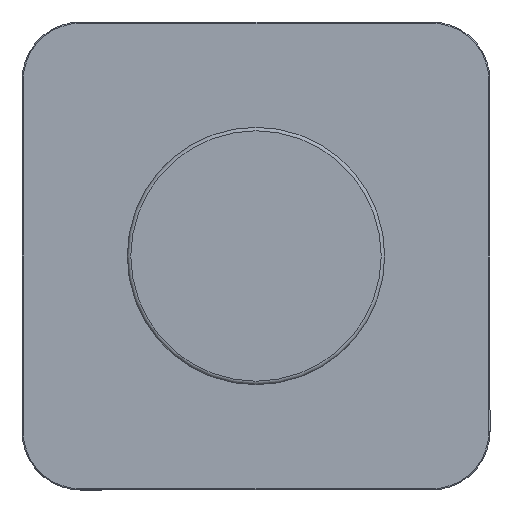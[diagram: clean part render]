
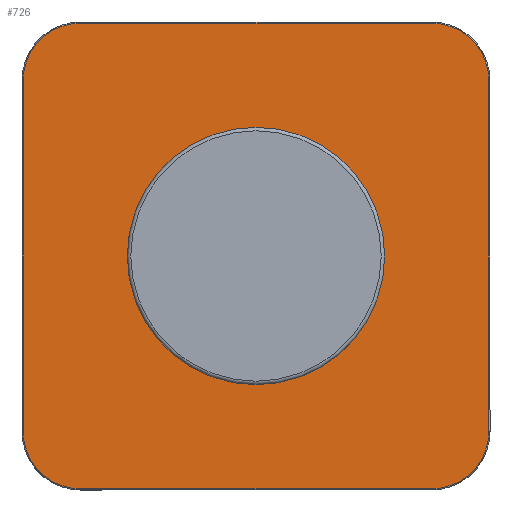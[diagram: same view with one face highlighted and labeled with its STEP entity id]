
A CAD part, front view. The second image highlights one B-rep face of the part: STEP entity #726.
In plain terms, the highlighted planar face has unit normal (0, -1, 0).
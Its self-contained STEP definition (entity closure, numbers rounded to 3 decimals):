
#93=LINE('',#1234,#117);
#94=LINE('',#1238,#118);
#95=LINE('',#1242,#119);
#96=LINE('',#1246,#120);
#117=VECTOR('',#963,1000.);
#118=VECTOR('',#966,1000.);
#119=VECTOR('',#969,1000.);
#120=VECTOR('',#972,1000.);
#141=ORIENTED_EDGE('',*,*,#317,.T.);
#142=ORIENTED_EDGE('',*,*,#318,.T.);
#143=ORIENTED_EDGE('',*,*,#319,.T.);
#144=ORIENTED_EDGE('',*,*,#320,.T.);
#145=ORIENTED_EDGE('',*,*,#321,.T.);
#146=ORIENTED_EDGE('',*,*,#322,.T.);
#147=ORIENTED_EDGE('',*,*,#323,.T.);
#148=ORIENTED_EDGE('',*,*,#324,.T.);
#149=ORIENTED_EDGE('',*,*,#325,.T.);
#317=EDGE_CURVE('',#405,#406,#471,.F.);
#318=EDGE_CURVE('',#406,#407,#93,.T.);
#319=EDGE_CURVE('',#407,#408,#472,.F.);
#320=EDGE_CURVE('',#408,#409,#94,.T.);
#321=EDGE_CURVE('',#409,#410,#473,.F.);
#322=EDGE_CURVE('',#410,#411,#95,.T.);
#323=EDGE_CURVE('',#411,#412,#474,.F.);
#324=EDGE_CURVE('',#412,#405,#96,.T.);
#325=EDGE_CURVE('',#413,#413,#475,.T.);
#405=VERTEX_POINT('',#1232);
#406=VERTEX_POINT('',#1233);
#407=VERTEX_POINT('',#1235);
#408=VERTEX_POINT('',#1237);
#409=VERTEX_POINT('',#1239);
#410=VERTEX_POINT('',#1241);
#411=VERTEX_POINT('',#1243);
#412=VERTEX_POINT('',#1245);
#413=VERTEX_POINT('',#1248);
#471=CIRCLE('',#835,4.9);
#472=CIRCLE('',#836,4.9);
#473=CIRCLE('',#837,4.9);
#474=CIRCLE('',#838,4.9);
#475=CIRCLE('',#839,3.1);
#533=EDGE_LOOP('',(#141,#142,#143,#144,#145,#146,#147,#148));
#534=EDGE_LOOP('',(#149));
#621=FACE_BOUND('',#533,.T.);
#622=FACE_BOUND('',#534,.T.);
#711=PLANE('',#834);
#726=ADVANCED_FACE('',(#621,#622),#711,.F.);
#834=AXIS2_PLACEMENT_3D('',#1230,#959,#960);
#835=AXIS2_PLACEMENT_3D('',#1231,#961,#962);
#836=AXIS2_PLACEMENT_3D('',#1236,#964,#965);
#837=AXIS2_PLACEMENT_3D('',#1240,#967,#968);
#838=AXIS2_PLACEMENT_3D('',#1244,#970,#971);
#839=AXIS2_PLACEMENT_3D('',#1247,#973,#974);
#959=DIRECTION('',(0.,1.,0.));
#960=DIRECTION('',(1.,0.,0.));
#961=DIRECTION('',(0.,1.,0.));
#962=DIRECTION('',(0.,0.,1.));
#963=DIRECTION('',(1.,0.,0.));
#964=DIRECTION('',(0.,1.,0.));
#965=DIRECTION('',(0.,0.,1.));
#966=DIRECTION('',(0.,0.,1.));
#967=DIRECTION('',(0.,1.,0.));
#968=DIRECTION('',(0.,0.,1.));
#969=DIRECTION('',(-1.,0.,0.));
#970=DIRECTION('',(0.,1.,0.));
#971=DIRECTION('',(0.,0.,1.));
#972=DIRECTION('',(0.,0.,-1.));
#973=DIRECTION('',(0.,1.,0.));
#974=DIRECTION('',(1.,0.,0.));
#1230=CARTESIAN_POINT('',(0.,-11.5,0.));
#1231=CARTESIAN_POINT('',(-15.,-11.5,-15.));
#1232=CARTESIAN_POINT('',(-19.9,-11.5,-15.));
#1233=CARTESIAN_POINT('',(-15.,-11.5,-19.9));
#1234=CARTESIAN_POINT('',(15.,-11.5,-19.9));
#1235=CARTESIAN_POINT('',(15.,-11.5,-19.9));
#1236=CARTESIAN_POINT('',(15.,-11.5,-15.));
#1237=CARTESIAN_POINT('',(19.9,-11.5,-15.));
#1238=CARTESIAN_POINT('',(19.9,-11.5,15.));
#1239=CARTESIAN_POINT('',(19.9,-11.5,15.));
#1240=CARTESIAN_POINT('',(15.,-11.5,15.));
#1241=CARTESIAN_POINT('',(15.,-11.5,19.9));
#1242=CARTESIAN_POINT('',(-15.,-11.5,19.9));
#1243=CARTESIAN_POINT('',(-15.,-11.5,19.9));
#1244=CARTESIAN_POINT('',(-15.,-11.5,15.));
#1245=CARTESIAN_POINT('',(-19.9,-11.5,15.));
#1246=CARTESIAN_POINT('',(-19.9,-11.5,-15.));
#1247=CARTESIAN_POINT('',(0.,-11.5,0.));
#1248=CARTESIAN_POINT('',(3.1,-11.5,0.));
